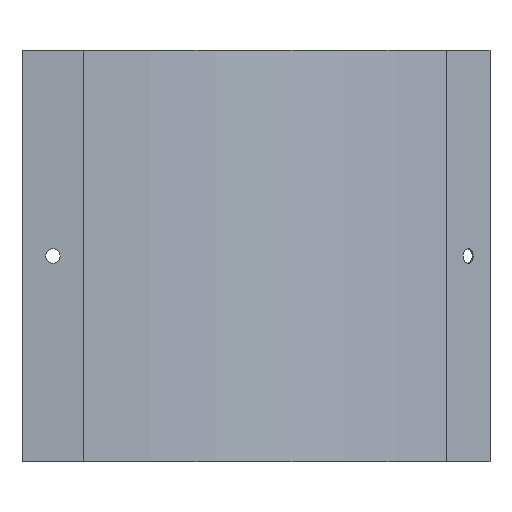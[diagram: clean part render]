
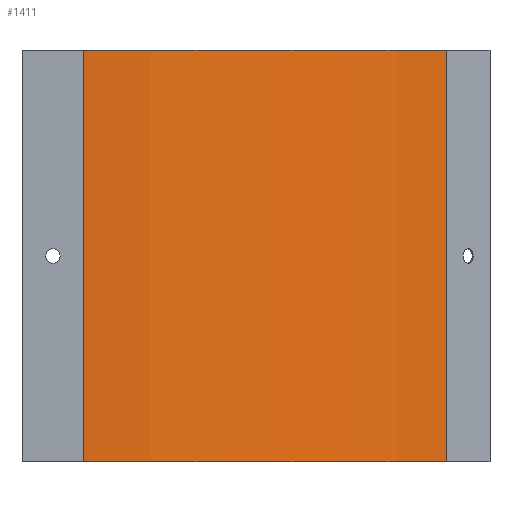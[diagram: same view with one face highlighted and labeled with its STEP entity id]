
A CAD part, front view. The second image highlights one B-rep face of the part: STEP entity #1411.
In plain terms, the highlighted cylindrical face has radius 250 mm (diameter 500 mm), a partial arc.
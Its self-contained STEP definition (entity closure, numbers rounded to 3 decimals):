
#70 = AXIS2_PLACEMENT_3D ( 'NONE', #1107, #1108, #1111 ) ;
#90 = AXIS2_PLACEMENT_3D ( 'NONE', #1126, #1125, #1124 ) ;
#91 = AXIS2_PLACEMENT_3D ( 'NONE', #1130, #1129, #1128 ) ;
#190 = CYLINDRICAL_SURFACE ( 'NONE', #70, 250. ) ;
#521 = LINE ( 'NONE', #1455, #524 ) ;
#524 = VECTOR ( 'NONE', #931, 1000. ) ;
#586 = LINE ( 'NONE', #1148, #588 ) ;
#588 = VECTOR ( 'NONE', #1135, 1000. ) ;
#591 = CIRCLE ( 'NONE', #91, 250. ) ;
#594 = CIRCLE ( 'NONE', #90, 250. ) ;
#654 = CARTESIAN_POINT ( 'NONE',  ( 206.569, -26.777, -199.2 ) ) ;
#787 = VERTEX_POINT ( 'NONE', #654 ) ;
#850 = ORIENTED_EDGE ( 'NONE', *, *, #1398, .T. ) ;
#851 = ORIENTED_EDGE ( 'NONE', *, *, #1356, .F. ) ;
#852 = ORIENTED_EDGE ( 'NONE', *, *, #1400, .F. ) ;
#853 = ORIENTED_EDGE ( 'NONE', *, *, #1396, .T. ) ;
#918 = FACE_OUTER_BOUND ( 'NONE', #1677, .T. ) ;
#931 = DIRECTION ( 'NONE',  ( 0., 0., -1. ) ) ;
#1107 = CARTESIAN_POINT ( 'NONE',  ( 29.792, 150., 0.8 ) ) ;
#1108 = DIRECTION ( 'NONE',  ( 0., 0., -1. ) ) ;
#1111 = DIRECTION ( 'NONE',  ( -1., 0., 0. ) ) ;
#1124 = DIRECTION ( 'NONE',  ( 1., 0., 0. ) ) ;
#1125 = DIRECTION ( 'NONE',  ( 0., 0., 1. ) ) ;
#1126 = CARTESIAN_POINT ( 'NONE',  ( 29.792, 150., 0.8 ) ) ;
#1128 = DIRECTION ( 'NONE',  ( 1., 0., 0. ) ) ;
#1129 = DIRECTION ( 'NONE',  ( 0., 0., 1. ) ) ;
#1130 = CARTESIAN_POINT ( 'NONE',  ( 29.792, 150., -199.2 ) ) ;
#1135 = DIRECTION ( 'NONE',  ( 0., 0., -1. ) ) ;
#1148 = CARTESIAN_POINT ( 'NONE',  ( 29.792, -100., 0.8 ) ) ;
#1261 = CARTESIAN_POINT ( 'NONE',  ( 29.792, -100., -199.2 ) ) ;
#1263 = CARTESIAN_POINT ( 'NONE',  ( 29.792, -100., 0.8 ) ) ;
#1294 = CARTESIAN_POINT ( 'NONE',  ( 206.569, -26.777, 0.8 ) ) ;
#1356 = EDGE_CURVE ( 'NONE', #1618, #787, #521, .T. ) ;
#1396 = EDGE_CURVE ( 'NONE', #1587, #1585, #586, .T. ) ;
#1398 = EDGE_CURVE ( 'NONE', #1585, #787, #591, .T. ) ;
#1400 = EDGE_CURVE ( 'NONE', #1587, #1618, #594, .T. ) ;
#1411 = ADVANCED_FACE ( 'NONE', ( #918 ), #190, .T. ) ;
#1455 = CARTESIAN_POINT ( 'NONE',  ( 206.569, -26.777, 0.8 ) ) ;
#1585 = VERTEX_POINT ( 'NONE', #1261 ) ;
#1587 = VERTEX_POINT ( 'NONE', #1263 ) ;
#1618 = VERTEX_POINT ( 'NONE', #1294 ) ;
#1677 = EDGE_LOOP ( 'NONE', ( #850, #851, #852, #853 ) ) ;
